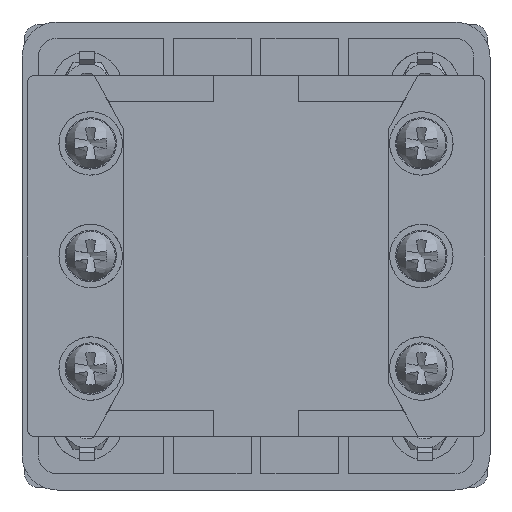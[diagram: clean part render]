
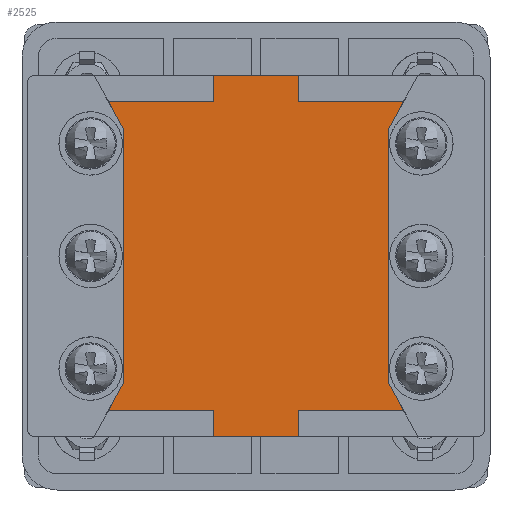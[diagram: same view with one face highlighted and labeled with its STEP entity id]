
A CAD part, left-side view. The second image highlights one B-rep face of the part: STEP entity #2525.
In plain terms, the highlighted free-form (B-spline) face has degree [1, 1] with [2, 2] control points.
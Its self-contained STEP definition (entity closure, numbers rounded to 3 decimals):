
#421 = VERTEX_POINT('',#422);
#422 = CARTESIAN_POINT('',(-16.979,6.615,28.241
    ));
#427 = EDGE_CURVE('',#421,#428,#430,.T.);
#428 = VERTEX_POINT('',#429);
#429 = CARTESIAN_POINT('',(-16.979,-6.615,
    28.241));
#430 = B_SPLINE_CURVE_WITH_KNOTS('',1,(#431,#432),.UNSPECIFIED.,.F.,.F.,
  (2,2),(-6.,6.),.PIECEWISE_BEZIER_KNOTS.);
#431 = CARTESIAN_POINT('',(-16.979,6.615,28.241
    ));
#432 = CARTESIAN_POINT('',(-16.979,-6.615,
    28.241));
#891 = VERTEX_POINT('',#892);
#892 = CARTESIAN_POINT('',(-16.979,-6.615,
    -28.241));
#897 = EDGE_CURVE('',#891,#898,#900,.T.);
#898 = VERTEX_POINT('',#899);
#899 = CARTESIAN_POINT('',(-16.979,6.615,
    -28.241));
#900 = B_SPLINE_CURVE_WITH_KNOTS('',1,(#901,#902),.UNSPECIFIED.,.F.,.F.,
  (2,2),(-6.,6.),.PIECEWISE_BEZIER_KNOTS.);
#901 = CARTESIAN_POINT('',(-16.979,-6.615,
    -28.241));
#902 = CARTESIAN_POINT('',(-16.979,6.615,
    -28.241));
#2241 = EDGE_CURVE('',#2242,#428,#2244,.T.);
#2242 = VERTEX_POINT('',#2243);
#2243 = CARTESIAN_POINT('',(-16.979,-6.615,
    24.145));
#2244 = B_SPLINE_CURVE_WITH_KNOTS('',1,(#2245,#2246),.UNSPECIFIED.,.F.,
  .F.,(2,2),(10.95,14.665),.PIECEWISE_BEZIER_KNOTS.);
#2245 = CARTESIAN_POINT('',(-16.979,-6.615,
    24.145));
#2246 = CARTESIAN_POINT('',(-16.979,-6.615,
    28.241));
#2269 = EDGE_CURVE('',#2270,#2242,#2272,.T.);
#2270 = VERTEX_POINT('',#2271);
#2271 = CARTESIAN_POINT('',(-16.979,-23.099,
    24.145));
#2272 = B_SPLINE_CURVE_WITH_KNOTS('',1,(#2273,#2274),.UNSPECIFIED.,.F.,
  .F.,(2,2),(-19.876,-4.924),.PIECEWISE_BEZIER_KNOTS.);
#2273 = CARTESIAN_POINT('',(-16.979,-23.099,
    24.145));
#2274 = CARTESIAN_POINT('',(-16.979,-6.615,
    24.145));
#2313 = EDGE_CURVE('',#891,#2314,#2316,.T.);
#2314 = VERTEX_POINT('',#2315);
#2315 = CARTESIAN_POINT('',(-16.979,-6.615,
    -24.145));
#2316 = B_SPLINE_CURVE_WITH_KNOTS('',1,(#2317,#2318),.UNSPECIFIED.,.F.,
  .F.,(2,2),(-12.808,-9.093),.PIECEWISE_BEZIER_KNOTS.);
#2317 = CARTESIAN_POINT('',(-16.979,-6.615,
    -28.241));
#2318 = CARTESIAN_POINT('',(-16.979,-6.615,
    -24.145));
#2341 = EDGE_CURVE('',#2314,#2342,#2344,.T.);
#2342 = VERTEX_POINT('',#2343);
#2343 = CARTESIAN_POINT('',(-16.979,-23.099,
    -24.145));
#2344 = B_SPLINE_CURVE_WITH_KNOTS('',1,(#2345,#2346),.UNSPECIFIED.,.F.,
  .F.,(2,2),(12.4,27.351),.PIECEWISE_BEZIER_KNOTS.);
#2345 = CARTESIAN_POINT('',(-16.979,-6.615,
    -24.145));
#2346 = CARTESIAN_POINT('',(-16.979,-23.099,
    -24.145));
#2385 = EDGE_CURVE('',#2386,#2388,#2390,.T.);
#2386 = VERTEX_POINT('',#2387);
#2387 = CARTESIAN_POINT('',(-16.979,6.615,
    24.145));
#2388 = VERTEX_POINT('',#2389);
#2389 = CARTESIAN_POINT('',(-16.979,23.099,
    24.145));
#2390 = B_SPLINE_CURVE_WITH_KNOTS('',1,(#2391,#2392),.UNSPECIFIED.,.F.,
  .F.,(2,2),(-6.4,8.551),.PIECEWISE_BEZIER_KNOTS.);
#2391 = CARTESIAN_POINT('',(-16.979,6.615,
    24.145));
#2392 = CARTESIAN_POINT('',(-16.979,23.099,
    24.145));
#2421 = EDGE_CURVE('',#421,#2386,#2422,.T.);
#2422 = B_SPLINE_CURVE_WITH_KNOTS('',1,(#2423,#2424),.UNSPECIFIED.,.F.,
  .F.,(2,2),(-12.808,-9.093),.PIECEWISE_BEZIER_KNOTS.);
#2423 = CARTESIAN_POINT('',(-16.979,6.615,
    28.241));
#2424 = CARTESIAN_POINT('',(-16.979,6.615,
    24.145));
#2457 = EDGE_CURVE('',#2458,#898,#2460,.T.);
#2458 = VERTEX_POINT('',#2459);
#2459 = CARTESIAN_POINT('',(-16.979,6.615,
    -24.145));
#2460 = B_SPLINE_CURVE_WITH_KNOTS('',1,(#2461,#2462),.UNSPECIFIED.,.F.,
  .F.,(2,2),(10.95,14.665),.PIECEWISE_BEZIER_KNOTS.);
#2461 = CARTESIAN_POINT('',(-16.979,6.615,
    -24.145));
#2462 = CARTESIAN_POINT('',(-16.979,6.615,
    -28.241));
#2485 = EDGE_CURVE('',#2486,#2458,#2488,.T.);
#2486 = VERTEX_POINT('',#2487);
#2487 = CARTESIAN_POINT('',(-16.979,23.099,
    -24.145));
#2488 = B_SPLINE_CURVE_WITH_KNOTS('',1,(#2489,#2490),.UNSPECIFIED.,.F.,
  .F.,(2,2),(-1.076,13.876),.PIECEWISE_BEZIER_KNOTS.);
#2489 = CARTESIAN_POINT('',(-16.979,23.099,
    -24.145));
#2490 = CARTESIAN_POINT('',(-16.979,6.615,
    -24.145));
#2525 = ADVANCED_FACE('',(#2526),#2576,.T.);
#2526 = FACE_BOUND('',#2527,.T.);
#2527 = EDGE_LOOP('',(#2528,#2529,#2530,#2531,#2532,#2533,#2540,#2547,
    #2552,#2553,#2554,#2555,#2556,#2557,#2564,#2571));
#2528 = ORIENTED_EDGE('',*,*,#2269,.T.);
#2529 = ORIENTED_EDGE('',*,*,#2241,.T.);
#2530 = ORIENTED_EDGE('',*,*,#427,.F.);
#2531 = ORIENTED_EDGE('',*,*,#2421,.T.);
#2532 = ORIENTED_EDGE('',*,*,#2385,.T.);
#2533 = ORIENTED_EDGE('',*,*,#2534,.F.);
#2534 = EDGE_CURVE('',#2535,#2388,#2537,.T.);
#2535 = VERTEX_POINT('',#2536);
#2536 = CARTESIAN_POINT('',(-16.979,20.727,
    19.845));
#2537 = B_SPLINE_CURVE_WITH_KNOTS('',1,(#2538,#2539),.UNSPECIFIED.,.F.,
  .F.,(2,2),(12.421,16.874),.PIECEWISE_BEZIER_KNOTS.);
#2538 = CARTESIAN_POINT('',(-16.979,20.727,
    19.845));
#2539 = CARTESIAN_POINT('',(-16.979,23.099,
    24.145));
#2540 = ORIENTED_EDGE('',*,*,#2541,.T.);
#2541 = EDGE_CURVE('',#2535,#2542,#2544,.T.);
#2542 = VERTEX_POINT('',#2543);
#2543 = CARTESIAN_POINT('',(-16.979,20.727,
    -19.845));
#2544 = B_SPLINE_CURVE_WITH_KNOTS('',1,(#2545,#2546),.UNSPECIFIED.,.F.,
  .F.,(2,2),(-18.,18.),.PIECEWISE_BEZIER_KNOTS.);
#2545 = CARTESIAN_POINT('',(-16.979,20.727,
    19.845));
#2546 = CARTESIAN_POINT('',(-16.979,20.727,
    -19.845));
#2547 = ORIENTED_EDGE('',*,*,#2548,.F.);
#2548 = EDGE_CURVE('',#2486,#2542,#2549,.T.);
#2549 = B_SPLINE_CURVE_WITH_KNOTS('',1,(#2550,#2551),.UNSPECIFIED.,.F.,
  .F.,(2,2),(-12.526,-8.072),.PIECEWISE_BEZIER_KNOTS.);
#2550 = CARTESIAN_POINT('',(-16.979,23.099,
    -24.145));
#2551 = CARTESIAN_POINT('',(-16.979,20.727,
    -19.845));
#2552 = ORIENTED_EDGE('',*,*,#2485,.T.);
#2553 = ORIENTED_EDGE('',*,*,#2457,.T.);
#2554 = ORIENTED_EDGE('',*,*,#897,.F.);
#2555 = ORIENTED_EDGE('',*,*,#2313,.T.);
#2556 = ORIENTED_EDGE('',*,*,#2341,.T.);
#2557 = ORIENTED_EDGE('',*,*,#2558,.F.);
#2558 = EDGE_CURVE('',#2559,#2342,#2561,.T.);
#2559 = VERTEX_POINT('',#2560);
#2560 = CARTESIAN_POINT('',(-16.979,-20.727,
    -19.845));
#2561 = B_SPLINE_CURVE_WITH_KNOTS('',1,(#2562,#2563),.UNSPECIFIED.,.F.,
  .F.,(2,2),(12.421,16.874),.PIECEWISE_BEZIER_KNOTS.);
#2562 = CARTESIAN_POINT('',(-16.979,-20.727,
    -19.845));
#2563 = CARTESIAN_POINT('',(-16.979,-23.099,
    -24.145));
#2564 = ORIENTED_EDGE('',*,*,#2565,.T.);
#2565 = EDGE_CURVE('',#2559,#2566,#2568,.T.);
#2566 = VERTEX_POINT('',#2567);
#2567 = CARTESIAN_POINT('',(-16.979,-20.727,
    19.845));
#2568 = B_SPLINE_CURVE_WITH_KNOTS('',1,(#2569,#2570),.UNSPECIFIED.,.F.,
  .F.,(2,2),(-18.,18.),.PIECEWISE_BEZIER_KNOTS.);
#2569 = CARTESIAN_POINT('',(-16.979,-20.727,
    -19.845));
#2570 = CARTESIAN_POINT('',(-16.979,-20.727,
    19.845));
#2571 = ORIENTED_EDGE('',*,*,#2572,.F.);
#2572 = EDGE_CURVE('',#2270,#2566,#2573,.T.);
#2573 = B_SPLINE_CURVE_WITH_KNOTS('',1,(#2574,#2575),.UNSPECIFIED.,.F.,
  .F.,(2,2),(-12.526,-8.072),.PIECEWISE_BEZIER_KNOTS.);
#2574 = CARTESIAN_POINT('',(-16.979,-23.099,
    24.145));
#2575 = CARTESIAN_POINT('',(-16.979,-20.727,
    19.845));
#2576 = B_SPLINE_SURFACE_WITH_KNOTS('',1,1,(
    (#2577,#2578)
    ,(#2579,#2580
    )),.UNSPECIFIED.,.F.,.F.,.F.,(2,2),(2,2),(-2.151,
    39.751),(-25.615,25.615),.PIECEWISE_BEZIER_KNOTS.);
#2577 = CARTESIAN_POINT('',(-16.979,23.099,
    -28.241));
#2578 = CARTESIAN_POINT('',(-16.979,23.099,
    28.241));
#2579 = CARTESIAN_POINT('',(-16.979,-23.099,
    -28.241));
#2580 = CARTESIAN_POINT('',(-16.979,-23.099,
    28.241));
